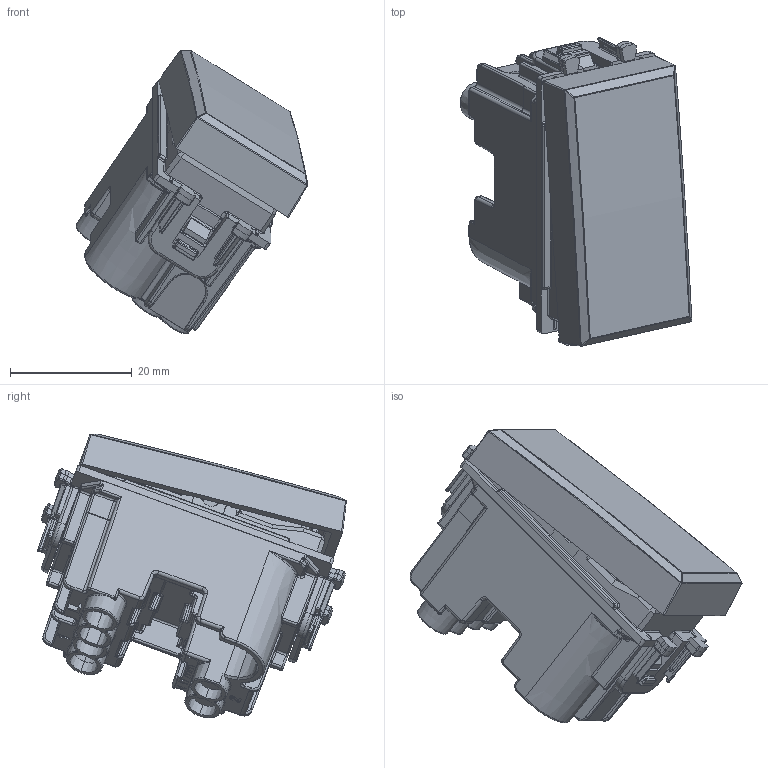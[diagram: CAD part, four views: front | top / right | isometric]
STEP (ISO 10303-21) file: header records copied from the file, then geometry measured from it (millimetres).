
FILE_DESCRIPTION(('CATIA V5 STEP Exchange'),'2;1');
FILE_NAME('442001.stp','2024-02-16T07:34:28+00:00',('none'),('none'),'CATIA Version 5-6 Release 2016 SP6','CATIA V5 STEP AP203','none');
FILE_SCHEMA(('CONFIG_CONTROL_DESIGN'));
Length unit declared in the file: millimetre
Products named in the file (1): 442001
Assembly tree (10 placements, depth 2):
  442001
    #57
    #54987
    #109992
    #142195
    #167050
    #169620
    #171275  x2
    #173188  x2
Bounding box: 38.16 x 50.84 x 46.7 mm (x, y, z)
Volume: 14699.5 mm3; surface area: 22285.7 mm2
Topology: 11 solids, 11 shells, 4622 faces, 12126 edges, 7307 vertices
Faces by surface type: plane 1979, cylinder 1478, bspline 652, sphere 207, cone 167, torus 101, extrusion 34, revolution 4
Entity records: 174025 total; most frequent: CARTESIAN_POINT 77153, ORIENTED_EDGE 23306, DIRECTION 14219, EDGE_CURVE 11653, VERTEX_POINT 7161, VECTOR 6126, LINE 6092, AXIS2_PLACEMENT_3D 4809
